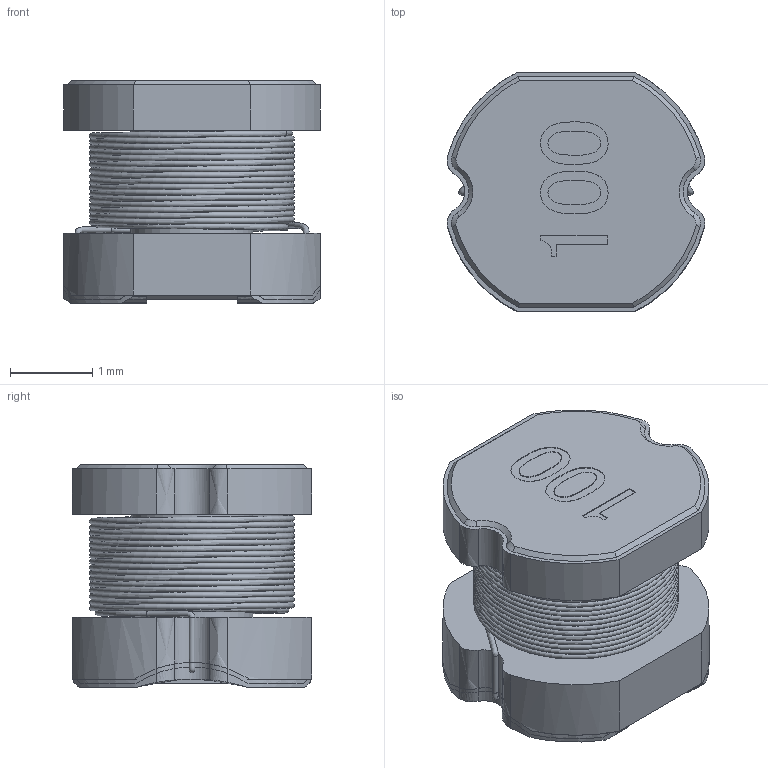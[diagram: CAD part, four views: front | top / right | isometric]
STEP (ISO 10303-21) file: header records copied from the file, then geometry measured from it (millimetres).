
FILE_DESCRIPTION( ('This file contains a STEP AP42 implementation' ,'as created by ZW3D STEP Interface translator.') ,'2;1' );
FILE_NAME( 'BR0302-L(100).stp' ,'14 924.104941', (''), ('ZWCAD Software Co.'), 'Version 1.0', 'ZW3D to STEP translator', '' );
FILE_SCHEMA( ('CONFIG_CONTROL_DESIGN') );
Length unit declared in the file: millimetre
Products named in the file (1): 0
Bounding box: 3.12 x 2.9 x 2.7 mm (x, y, z)
Volume: 14.2 mm3; surface area: 121.1 mm2
Topology: 6 solids, 6 shells, 248 faces, 667 edges, 439 vertices
Faces by surface type: bspline 248
Entity records: 412463 total; most frequent: CARTESIAN_POINT 408566, ORIENTED_EDGE 1334, EDGE_CURVE 667, B_SPLINE_CURVE_WITH_KNOTS 512, VERTEX_POINT 439, EDGE_LOOP 256, FACE_OUTER_BOUND 248, ADVANCED_FACE 248
